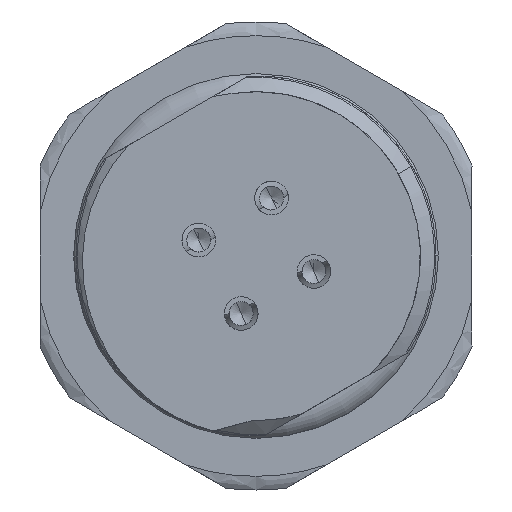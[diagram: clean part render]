
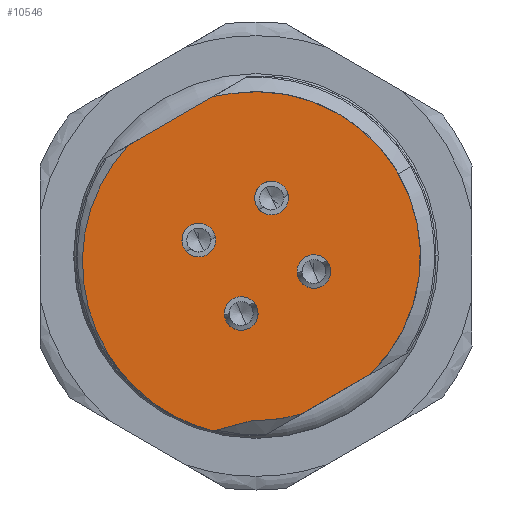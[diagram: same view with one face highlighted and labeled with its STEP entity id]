
A CAD part, front view. The second image highlights one B-rep face of the part: STEP entity #10546.
In plain terms, the highlighted planar face has unit normal (0, -1, 0).
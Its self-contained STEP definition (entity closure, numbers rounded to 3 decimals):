
#2616=DIRECTION('',(-0.866,0.,-0.5));
#2617=VECTOR('',#2616,4.069);
#2618=CARTESIAN_POINT('',(-1.798,-7.,
6.641));
#2619=LINE('',#2618,#2617);
#2625=CARTESIAN_POINT('',(-5.322,-7.,
4.606));
#2627=CARTESIAN_POINT('',(-5.322,-7.,
4.606));
#2628=CARTESIAN_POINT('',(-5.512,-7.,
4.403));
#2629=CARTESIAN_POINT('',(-5.865,-7.,
3.976));
#2630=CARTESIAN_POINT('',(-6.322,-7.,
3.272));
#2631=CARTESIAN_POINT('',(-6.691,-7.,
2.519));
#2632=CARTESIAN_POINT('',(-6.97,-7.,
1.725));
#2633=CARTESIAN_POINT('',(-7.156,-7.,
0.897));
#2634=CARTESIAN_POINT('',(-7.244,-7.,
0.053));
#2635=CARTESIAN_POINT('',(-7.231,-7.,
-0.798));
#2636=CARTESIAN_POINT('',(-7.118,-7.,
-1.645));
#2637=CARTESIAN_POINT('',(-6.907,-7.,
-2.477));
#2638=CARTESIAN_POINT('',(-6.599,-7.,
-3.28));
#2639=CARTESIAN_POINT('',(-6.198,-7.,
-4.044));
#2640=CARTESIAN_POINT('',(-5.706,-7.,
-4.76));
#2641=CARTESIAN_POINT('',(-5.327,-7.,
-5.196));
#2642=CARTESIAN_POINT('',(-5.123,-7.,
-5.404));
#2660=CARTESIAN_POINT('',(0.,-7.,0.));
#2661=DIRECTION('',(0.,1.,0.));
#2662=DIRECTION('',(-0.152,0.,0.988));
#2663=AXIS2_PLACEMENT_3D('',#2660,#2661,#2662);
#2665=CARTESIAN_POINT('',(0.,-7.,0.));
#2666=DIRECTION('',(0.,1.,0.));
#2667=DIRECTION('',(0.278,0.,-0.961));
#2668=AXIS2_PLACEMENT_3D('',#2665,#2666,#2667);
#2670=DIRECTION('',(-0.966,0.,-0.259));
#2671=VECTOR('',#2670,1.701);
#2672=CARTESIAN_POINT('',(-0.123,-7.,-6.849));
#2673=LINE('',#2672,#2671);
#2674=CARTESIAN_POINT('',(-2.384,-7.,0.665));
#2675=DIRECTION('',(0.,-1.,0.));
#2676=DIRECTION('',(-0.945,0.,0.327));
#2677=AXIS2_PLACEMENT_3D('',#2674,#2675,#2676);
#2696=CARTESIAN_POINT('',(-2.384,-7.,0.665));
#2697=DIRECTION('',(0.,-1.,0.));
#2698=DIRECTION('',(0.945,0.,-0.327));
#2699=AXIS2_PLACEMENT_3D('',#2696,#2697,#2698);
#2823=CARTESIAN_POINT('',(0.647,-7.,2.415));
#2824=DIRECTION('',(0.,-1.,0.));
#2825=DIRECTION('',(-0.945,0.,0.327));
#2826=AXIS2_PLACEMENT_3D('',#2823,#2824,#2825);
#2845=CARTESIAN_POINT('',(0.647,-7.,2.415));
#2846=DIRECTION('',(0.,-1.,0.));
#2847=DIRECTION('',(0.945,0.,-0.327));
#2848=AXIS2_PLACEMENT_3D('',#2845,#2846,#2847);
#2972=CARTESIAN_POINT('',(-0.616,-7.,-2.397));
#2973=DIRECTION('',(0.,-1.,0.));
#2974=DIRECTION('',(0.928,0.,-0.373));
#2975=AXIS2_PLACEMENT_3D('',#2972,#2973,#2974);
#2994=CARTESIAN_POINT('',(-0.616,-7.,-2.397));
#2995=DIRECTION('',(0.,-1.,0.));
#2996=DIRECTION('',(-0.928,0.,0.373));
#2997=AXIS2_PLACEMENT_3D('',#2994,#2995,#2996);
#3121=CARTESIAN_POINT('',(2.415,-7.,-0.647));
#3122=DIRECTION('',(0.,-1.,0.));
#3123=DIRECTION('',(0.928,0.,-0.373));
#3124=AXIS2_PLACEMENT_3D('',#3121,#3122,#3123);
#3143=CARTESIAN_POINT('',(2.415,-7.,-0.647));
#3144=DIRECTION('',(0.,-1.,0.));
#3145=DIRECTION('',(-0.928,0.,0.373));
#3146=AXIS2_PLACEMENT_3D('',#3143,#3144,#3145);
#3270=CARTESIAN_POINT('',(-1.798,-7.,
6.641));
#3295=CARTESIAN_POINT('',(-1.042,-7.,
6.77));
#3296=CARTESIAN_POINT('',(-1.128,-7.,
6.761));
#3297=CARTESIAN_POINT('',(-1.298,-7.,
6.738));
#3298=CARTESIAN_POINT('',(-1.548,-7.,
6.695));
#3299=CARTESIAN_POINT('',(-1.715,-7.,
6.66));
#3300=CARTESIAN_POINT('',(-1.798,-7.,
6.641));
#3769=DIRECTION('',(0.866,0.,0.5));
#3770=VECTOR('',#3769,3.286);
#3771=CARTESIAN_POINT('',(1.902,-7.,-6.581));
#3772=LINE('',#3771,#3770);
#3777=CARTESIAN_POINT('',(-1.042,-7.,
6.77));
#4407=CARTESIAN_POINT('',(-5.123,-7.,
-5.404));
#4408=CARTESIAN_POINT('',(-4.95,-7.,
-5.58));
#4409=CARTESIAN_POINT('',(-4.581,-7.,
-5.915));
#4410=CARTESIAN_POINT('',(-3.957,-7.,
-6.367));
#4411=CARTESIAN_POINT('',(-3.267,-7.,
-6.758));
#4412=CARTESIAN_POINT('',(-2.53,-7.,
-7.073));
#4413=CARTESIAN_POINT('',(-2.024,-7.,
-7.226));
#4414=CARTESIAN_POINT('',(-1.766,-7.,
-7.289));
#6159=VERTEX_POINT('',#2625);
#6193=VERTEX_POINT('',#3270);
#6197=VERTEX_POINT('',#3777);
#6198=VERTEX_POINT('',#2642);
#6200=VERTEX_POINT('',#4414);
#6207=CARTESIAN_POINT('',(-0.123,-7.,-6.849));
#6208=VERTEX_POINT('',#6207);
#6209=CARTESIAN_POINT('',(1.902,-7.,-6.581));
#6210=VERTEX_POINT('',#6209);
#6220=CARTESIAN_POINT('',(4.748,-7.,-4.937));
#6222=VERTEX_POINT('',#6220);
#6818=CARTESIAN_POINT('',(3.064,-7.,-0.908));
#6819=CARTESIAN_POINT('',(1.765,-7.,-0.386));
#6820=VERTEX_POINT('',#6818);
#6821=VERTEX_POINT('',#6819);
#6822=CARTESIAN_POINT('',(0.033,-7.,-2.658));
#6823=CARTESIAN_POINT('',(-1.266,-7.,-2.136));
#6824=VERTEX_POINT('',#6822);
#6825=VERTEX_POINT('',#6823);
#6826=CARTESIAN_POINT('',(-0.014,-7.,2.644));
#6827=CARTESIAN_POINT('',(1.308,-7.,2.186));
#6828=VERTEX_POINT('',#6826);
#6829=VERTEX_POINT('',#6827);
#6830=CARTESIAN_POINT('',(-3.045,-7.,0.894));
#6831=CARTESIAN_POINT('',(-1.723,-7.,0.436));
#6832=VERTEX_POINT('',#6830);
#6833=VERTEX_POINT('',#6831);
#10501=CARTESIAN_POINT('',(0.,-7.,0.));
#10502=DIRECTION('',(0.,-1.,0.));
#10503=DIRECTION('',(0.866,0.,0.5));
#10504=AXIS2_PLACEMENT_3D('',#10501,#10502,#10503);
#10505=PLANE('',#10504);
#10506=ORIENTED_EDGE('',*,*,#10451,.F.);
#10508=ORIENTED_EDGE('',*,*,#10507,.F.);
#10510=ORIENTED_EDGE('',*,*,#10509,.T.);
#10512=ORIENTED_EDGE('',*,*,#10511,.F.);
#10514=ORIENTED_EDGE('',*,*,#10513,.T.);
#10516=ORIENTED_EDGE('',*,*,#10515,.T.);
#10518=ORIENTED_EDGE('',*,*,#10517,.F.);
#10519=ORIENTED_EDGE('',*,*,#10494,.F.);
#10520=EDGE_LOOP('',(#10506,#10508,#10510,#10512,#10514,#10516,#10518,#10519));
#10521=FACE_OUTER_BOUND('',#10520,.F.);
#10523=ORIENTED_EDGE('',*,*,#10522,.T.);
#10525=ORIENTED_EDGE('',*,*,#10524,.T.);
#10526=EDGE_LOOP('',(#10523,#10525));
#10527=FACE_BOUND('',#10526,.F.);
#10529=ORIENTED_EDGE('',*,*,#10528,.T.);
#10531=ORIENTED_EDGE('',*,*,#10530,.T.);
#10532=EDGE_LOOP('',(#10529,#10531));
#10533=FACE_BOUND('',#10532,.F.);
#10535=ORIENTED_EDGE('',*,*,#10534,.T.);
#10537=ORIENTED_EDGE('',*,*,#10536,.T.);
#10538=EDGE_LOOP('',(#10535,#10537));
#10539=FACE_BOUND('',#10538,.F.);
#10541=ORIENTED_EDGE('',*,*,#10540,.T.);
#10543=ORIENTED_EDGE('',*,*,#10542,.T.);
#10544=EDGE_LOOP('',(#10541,#10543));
#10545=FACE_BOUND('',#10544,.F.);
#10546=ADVANCED_FACE('',(#10521,#10527,#10533,#10539,#10545),#10505,.T.);
#2643=B_SPLINE_CURVE_WITH_KNOTS('',3,(#2627,#2628,#2629,#2630,#2631,#2632,#2633,
#2634,#2635,#2636,#2637,#2638,#2639,#2640,#2641,#2642),.UNSPECIFIED.,.F.,.F.,(4,
1,1,1,1,1,1,1,1,1,1,1,1,4),(0.,0.077,0.154,
0.231,0.308,0.385,0.462,
0.538,0.615,0.692,0.769,
0.846,0.923,1.),.UNSPECIFIED.);
#2664=CIRCLE('',#2663,6.85);
#2669=CIRCLE('',#2668,6.85);
#2678=CIRCLE('',#2677,0.7);
#2700=CIRCLE('',#2699,0.7);
#2827=CIRCLE('',#2826,0.7);
#2849=CIRCLE('',#2848,0.7);
#2976=CIRCLE('',#2975,0.7);
#2998=CIRCLE('',#2997,0.7);
#3125=CIRCLE('',#3124,0.7);
#3147=CIRCLE('',#3146,0.7);
#3301=B_SPLINE_CURVE_WITH_KNOTS('',3,(#3295,#3296,#3297,#3298,#3299,#3300),
.UNSPECIFIED.,.F.,.F.,(4,1,1,4),(0.,0.333,0.667,1.),
.UNSPECIFIED.);
#4415=B_SPLINE_CURVE_WITH_KNOTS('',3,(#4407,#4408,#4409,#4410,#4411,#4412,#4413,
#4414),.UNSPECIFIED.,.F.,.F.,(4,1,1,1,1,4),(0.,0.2,0.4,0.6,0.8,1.),
.UNSPECIFIED.);
#10451=EDGE_CURVE('',#6193,#6159,#2619,.T.);
#10494=EDGE_CURVE('',#6159,#6198,#2643,.T.);
#10507=EDGE_CURVE('',#6197,#6193,#3301,.T.);
#10509=EDGE_CURVE('',#6197,#6222,#2664,.T.);
#10511=EDGE_CURVE('',#6210,#6222,#3772,.T.);
#10513=EDGE_CURVE('',#6210,#6208,#2669,.T.);
#10515=EDGE_CURVE('',#6208,#6200,#2673,.T.);
#10517=EDGE_CURVE('',#6198,#6200,#4415,.T.);
#10522=EDGE_CURVE('',#6828,#6829,#2827,.T.);
#10524=EDGE_CURVE('',#6829,#6828,#2849,.T.);
#10528=EDGE_CURVE('',#6824,#6825,#2976,.T.);
#10530=EDGE_CURVE('',#6825,#6824,#2998,.T.);
#10534=EDGE_CURVE('',#6820,#6821,#3125,.T.);
#10536=EDGE_CURVE('',#6821,#6820,#3147,.T.);
#10540=EDGE_CURVE('',#6832,#6833,#2678,.T.);
#10542=EDGE_CURVE('',#6833,#6832,#2700,.T.);
